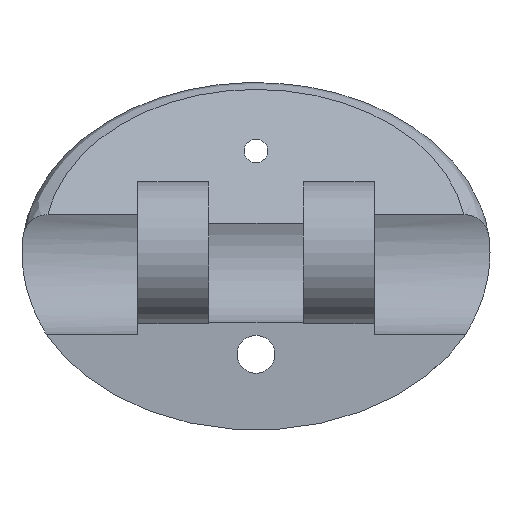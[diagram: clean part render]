
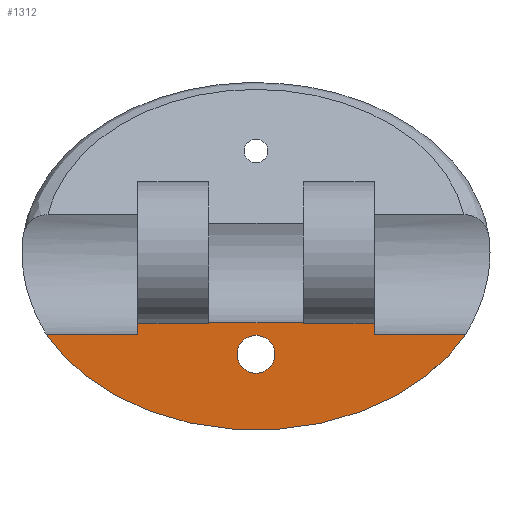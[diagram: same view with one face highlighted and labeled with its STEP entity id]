
A CAD part, front view. The second image highlights one B-rep face of the part: STEP entity #1312.
In plain terms, the highlighted planar face has unit normal (0, -1, 0).
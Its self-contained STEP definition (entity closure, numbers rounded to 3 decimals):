
#9 = AXIS2_PLACEMENT_3D ( 'NONE', #315, #1804, #1371 ) ;
#29 = ORIENTED_EDGE ( 'NONE', *, *, #273, .T. ) ;
#33 = CARTESIAN_POINT ( 'NONE',  ( 5., 0., -2.958 ) ) ;
#37 = VERTEX_POINT ( 'NONE', #744 ) ;
#79 = LINE ( 'NONE', #411, #527 ) ;
#102 = ORIENTED_EDGE ( 'NONE', *, *, #1679, .F. ) ;
#114 = EDGE_CURVE ( 'NONE', #234, #1353, #474, .T. ) ;
#164 = VERTEX_POINT ( 'NONE', #1058 ) ;
#179 = DIRECTION ( 'NONE',  ( 0., 0., -1. ) ) ;
#194 = DIRECTION ( 'NONE',  ( 0., 0., 1. ) ) ;
#223 = ORIENTED_EDGE ( 'NONE', *, *, #1864, .T. ) ;
#226 = CIRCLE ( 'NONE', #9, 0.8 ) ;
#234 = VERTEX_POINT ( 'NONE', #1723 ) ;
#238 = CARTESIAN_POINT ( 'NONE',  ( 0., 0., -4.3 ) ) ;
#253 = DIRECTION ( 'NONE',  ( -1., 0., 0. ) ) ;
#272 = CARTESIAN_POINT ( 'NONE',  ( -8.87, 0., -3.464 ) ) ;
#273 = EDGE_CURVE ( 'NONE', #1859, #1064, #1270, .T. ) ;
#274 = DIRECTION ( 'NONE',  ( 0., 1., 0. ) ) ;
#296 = LINE ( 'NONE', #1621, #1121 ) ;
#315 = CARTESIAN_POINT ( 'NONE',  ( 0., 0., -4.3 ) ) ;
#346 = DIRECTION ( 'NONE',  ( 1., 0., 0. ) ) ;
#379 = VECTOR ( 'NONE', #194, 1000. ) ;
#383 = ORIENTED_EDGE ( 'NONE', *, *, #729, .T. ) ;
#396 = ORIENTED_EDGE ( 'NONE', *, *, #1741, .F. ) ;
#401 = FACE_BOUND ( 'NONE', #1408, .T. ) ;
#411 = CARTESIAN_POINT ( 'NONE',  ( -5., 0., -2.958 ) ) ;
#474 = LINE ( 'NONE', #1769, #1335 ) ;
#476 = CARTESIAN_POINT ( 'NONE',  ( 5., 0., -3.464 ) ) ;
#527 = VECTOR ( 'NONE', #253, 1000. ) ;
#533 = EDGE_CURVE ( 'NONE', #784, #762, #296, .T. ) ;
#617 = EDGE_CURVE ( 'NONE', #883, #164, #1663, .T. ) ;
#663 =( BOUNDED_CURVE ( )  B_SPLINE_CURVE ( 3, ( #1315, #1613, #1594, #272 ),
 .UNSPECIFIED., .F., .T. ) 
 B_SPLINE_CURVE_WITH_KNOTS ( ( 4, 4 ),
 ( 0.48, 2.662 ),
 .UNSPECIFIED. ) 
 CURVE ( )  GEOMETRIC_REPRESENTATION_ITEM ( )  RATIONAL_B_SPLINE_CURVE ( ( 1., 0.641, 0.641, 1. ) ) 
 REPRESENTATION_ITEM ( '' )  );
#718 = DIRECTION ( 'NONE',  ( -1., 0., 0. ) ) ;
#729 = EDGE_CURVE ( 'NONE', #1064, #1859, #226, .T. ) ;
#744 = CARTESIAN_POINT ( 'NONE',  ( 8.87, 0., -3.464 ) ) ;
#760 = CARTESIAN_POINT ( 'NONE',  ( -5., 0., 0. ) ) ;
#762 = VERTEX_POINT ( 'NONE', #476 ) ;
#784 = VERTEX_POINT ( 'NONE', #1235 ) ;
#802 = VERTEX_POINT ( 'NONE', #1400 ) ;
#815 = AXIS2_PLACEMENT_3D ( 'NONE', #238, #972, #1014 ) ;
#845 = LINE ( 'NONE', #1437, #1388 ) ;
#853 = EDGE_LOOP ( 'NONE', ( #102, #1190, #1224, #1355, #396, #950, #223, #1734 ) ) ;
#866 = VECTOR ( 'NONE', #346, 1000. ) ;
#875 = EDGE_CURVE ( 'NONE', #37, #802, #663, .T. ) ;
#880 = LINE ( 'NONE', #33, #1600 ) ;
#883 = VERTEX_POINT ( 'NONE', #1767 ) ;
#909 = DIRECTION ( 'NONE',  ( 1., 0., 0. ) ) ;
#932 = CARTESIAN_POINT ( 'NONE',  ( 15., 0., -3.464 ) ) ;
#950 = ORIENTED_EDGE ( 'NONE', *, *, #114, .T. ) ;
#972 = DIRECTION ( 'NONE',  ( 0., 1., 0. ) ) ;
#1014 = DIRECTION ( 'NONE',  ( 0., 0., 1. ) ) ;
#1058 = CARTESIAN_POINT ( 'NONE',  ( -5., 0., -2.958 ) ) ;
#1064 = VERTEX_POINT ( 'NONE', #1501 ) ;
#1102 = PLANE ( 'NONE',  #1825 ) ;
#1121 = VECTOR ( 'NONE', #179, 1000. ) ;
#1136 = DIRECTION ( 'NONE',  ( 0., 0., 1. ) ) ;
#1190 = ORIENTED_EDGE ( 'NONE', *, *, #875, .F. ) ;
#1224 = ORIENTED_EDGE ( 'NONE', *, *, #1506, .F. ) ;
#1235 = CARTESIAN_POINT ( 'NONE',  ( 5., 0., -2.958 ) ) ;
#1259 = CARTESIAN_POINT ( 'NONE',  ( 0., 0., -5.1 ) ) ;
#1270 = CIRCLE ( 'NONE', #815, 0.8 ) ;
#1278 = DIRECTION ( 'NONE',  ( 1., 0., 0. ) ) ;
#1312 = ADVANCED_FACE ( 'NONE', ( #401, #1587 ), #1102, .F. ) ;
#1315 = CARTESIAN_POINT ( 'NONE',  ( 8.87, 0., -3.464 ) ) ;
#1335 = VECTOR ( 'NONE', #718, 1000. ) ;
#1353 = VERTEX_POINT ( 'NONE', #1800 ) ;
#1355 = ORIENTED_EDGE ( 'NONE', *, *, #533, .F. ) ;
#1371 = DIRECTION ( 'NONE',  ( 0., 0., 1. ) ) ;
#1388 = VECTOR ( 'NONE', #1278, 1000. ) ;
#1400 = CARTESIAN_POINT ( 'NONE',  ( -8.87, 0., -3.464 ) ) ;
#1408 = EDGE_LOOP ( 'NONE', ( #29, #383 ) ) ;
#1437 = CARTESIAN_POINT ( 'NONE',  ( -15., 0., -3.464 ) ) ;
#1501 = CARTESIAN_POINT ( 'NONE',  ( 0., 0., -3.5 ) ) ;
#1506 = EDGE_CURVE ( 'NONE', #762, #37, #1669, .T. ) ;
#1587 = FACE_OUTER_BOUND ( 'NONE', #853, .T. ) ;
#1594 = CARTESIAN_POINT ( 'NONE',  ( -4.611, 0., -9.598 ) ) ;
#1600 = VECTOR ( 'NONE', #909, 1000. ) ;
#1613 = CARTESIAN_POINT ( 'NONE',  ( 4.611, 0., -9.598 ) ) ;
#1621 = CARTESIAN_POINT ( 'NONE',  ( 5., 0., 0. ) ) ;
#1663 = LINE ( 'NONE', #760, #379 ) ;
#1669 = LINE ( 'NONE', #932, #866 ) ;
#1679 = EDGE_CURVE ( 'NONE', #802, #883, #845, .T. ) ;
#1694 = CARTESIAN_POINT ( 'NONE',  ( 0., 0., 0. ) ) ;
#1723 = CARTESIAN_POINT ( 'NONE',  ( 2., 0., -2.958 ) ) ;
#1734 = ORIENTED_EDGE ( 'NONE', *, *, #617, .F. ) ;
#1741 = EDGE_CURVE ( 'NONE', #234, #784, #880, .T. ) ;
#1767 = CARTESIAN_POINT ( 'NONE',  ( -5., 0., -3.464 ) ) ;
#1769 = CARTESIAN_POINT ( 'NONE',  ( -2., 0., -2.958 ) ) ;
#1800 = CARTESIAN_POINT ( 'NONE',  ( -2., 0., -2.958 ) ) ;
#1804 = DIRECTION ( 'NONE',  ( 0., 1., 0. ) ) ;
#1825 = AXIS2_PLACEMENT_3D ( 'NONE', #1694, #274, #1136 ) ;
#1859 = VERTEX_POINT ( 'NONE', #1259 ) ;
#1864 = EDGE_CURVE ( 'NONE', #1353, #164, #79, .T. ) ;
